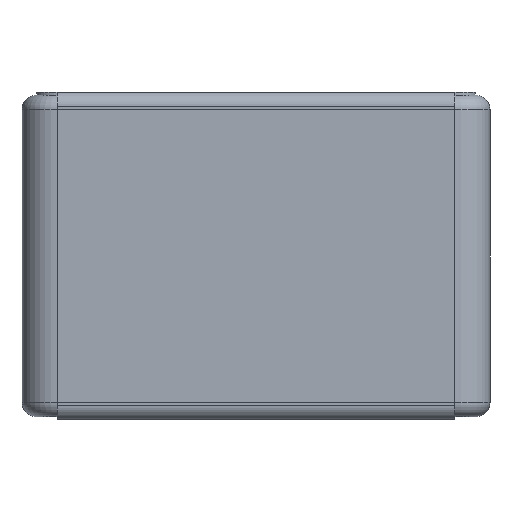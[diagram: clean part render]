
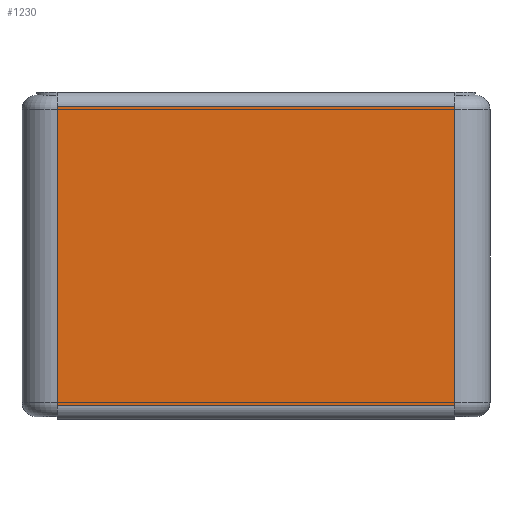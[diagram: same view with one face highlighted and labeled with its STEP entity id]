
A CAD part, left-side view. The second image highlights one B-rep face of the part: STEP entity #1230.
In plain terms, the highlighted planar face has unit normal (-1, 0, 0).
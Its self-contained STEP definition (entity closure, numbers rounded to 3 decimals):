
#46 = EDGE_CURVE ( 'NONE', #1803, #2179, #512, .T. ) ;
#167 = VECTOR ( 'NONE', #1912, 1000. ) ;
#386 = DIRECTION ( 'NONE',  ( 0., 0., -1. ) ) ;
#387 = AXIS2_PLACEMENT_3D ( 'NONE', #2288, #2754, #1627 ) ;
#512 = LINE ( 'NONE', #2023, #649 ) ;
#538 = ORIENTED_EDGE ( 'NONE', *, *, #780, .F. ) ;
#649 = VECTOR ( 'NONE', #1462, 1000. ) ;
#780 = EDGE_CURVE ( 'NONE', #1803, #1966, #1378, .T. ) ;
#804 = CARTESIAN_POINT ( 'NONE',  ( -1.61, 0.68, 1.07 ) ) ;
#1108 = VECTOR ( 'NONE', #1782, 1000. ) ;
#1184 = CARTESIAN_POINT ( 'NONE',  ( -1.61, -0.68, 1.07 ) ) ;
#1230 = ADVANCED_FACE ( 'NONE', ( #2324 ), #2552, .F. ) ;
#1259 = CARTESIAN_POINT ( 'NONE',  ( -1.61, 0.68, 0.05 ) ) ;
#1312 = EDGE_CURVE ( 'NONE', #2236, #1966, #2344, .T. ) ;
#1366 = ORIENTED_EDGE ( 'NONE', *, *, #1522, .T. ) ;
#1378 = LINE ( 'NONE', #1902, #2007 ) ;
#1462 = DIRECTION ( 'NONE',  ( 0., 1., 0. ) ) ;
#1522 = EDGE_CURVE ( 'NONE', #2179, #2236, #2650, .T. ) ;
#1627 = DIRECTION ( 'NONE',  ( 0., 0., -1. ) ) ;
#1657 = ORIENTED_EDGE ( 'NONE', *, *, #46, .T. ) ;
#1782 = DIRECTION ( 'NONE',  ( 0., 0., -1. ) ) ;
#1803 = VERTEX_POINT ( 'NONE', #1184 ) ;
#1815 = EDGE_LOOP ( 'NONE', ( #538, #1657, #1366, #2515 ) ) ;
#1902 = CARTESIAN_POINT ( 'NONE',  ( -1.61, -0.68, 1.12 ) ) ;
#1912 = DIRECTION ( 'NONE',  ( 0., -1., 0. ) ) ;
#1966 = VERTEX_POINT ( 'NONE', #2272 ) ;
#1967 = CARTESIAN_POINT ( 'NONE',  ( -1.61, -0.68, 0.05 ) ) ;
#2007 = VECTOR ( 'NONE', #386, 1000. ) ;
#2023 = CARTESIAN_POINT ( 'NONE',  ( -1.61, -0.68, 1.07 ) ) ;
#2179 = VERTEX_POINT ( 'NONE', #804 ) ;
#2236 = VERTEX_POINT ( 'NONE', #1259 ) ;
#2272 = CARTESIAN_POINT ( 'NONE',  ( -1.61, -0.68, 0.05 ) ) ;
#2288 = CARTESIAN_POINT ( 'NONE',  ( -1.61, -0.68, 1.12 ) ) ;
#2324 = FACE_OUTER_BOUND ( 'NONE', #1815, .T. ) ;
#2344 = LINE ( 'NONE', #1967, #167 ) ;
#2515 = ORIENTED_EDGE ( 'NONE', *, *, #1312, .T. ) ;
#2552 = PLANE ( 'NONE',  #387 ) ;
#2650 = LINE ( 'NONE', #2692, #1108 ) ;
#2692 = CARTESIAN_POINT ( 'NONE',  ( -1.61, 0.68, 1.12 ) ) ;
#2754 = DIRECTION ( 'NONE',  ( 1., 0., 0. ) ) ;
